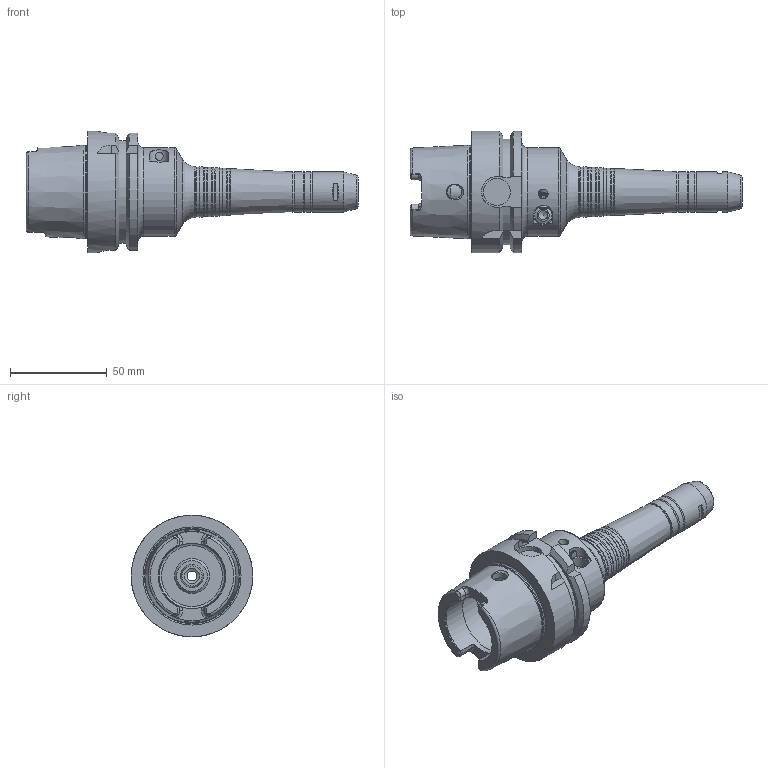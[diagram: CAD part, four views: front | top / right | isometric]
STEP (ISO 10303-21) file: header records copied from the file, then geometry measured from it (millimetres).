
FILE_DESCRIPTION((''),'2;1');
FILE_NAME('577075610140 HSK63A-PHC10SB-140-NC-3D.stp','2022-12-07T17:46:03',('nttooll'),(''),'Autodesk Inventor 2012','Autodesk Inventor 2012','');
FILE_SCHEMA(('AUTOMOTIVE_DESIGN { 1 0 10303 214 1 1 1 1 }'));
Length unit declared in the file: millimetre
Products named in the file (1): 577075610140 HSK63A-PHC10SB-140-NC-3D
Bounding box: 172 x 63 x 63 mm (x, y, z)
Volume: 148357.8 mm3; surface area: 37379.5 mm2
Topology: 1 solids, 1 shells, 244 faces, 593 edges, 369 vertices
Faces by surface type: plane 78, cylinder 71, cone 69, torus 25, revolution 1
Full cylindrical faces by diameter (mm): 1 x2, 2.309 x2, 4 x2, 4.1 x1, 4.619 x2, 5 x3, 7.5 x2, 8 x1, 9 x2, 10 x2, 10.4 x2, 11.3 x1, 12 x1, 14 x1, 16 x1, 18 x1, 21 x3, 34 x1, 34.5 x1, 40 x1, 45.8 x1, 48 x1, 63 x1
Entity records: 7038 total; most frequent: CARTESIAN_POINT 1810, DIRECTION 1107, ORIENTED_EDGE 952, AXIS2_PLACEMENT_3D 480, EDGE_CURVE 476, EDGE_LOOP 369, VERTEX_POINT 349, FACE_OUTER_BOUND 244
